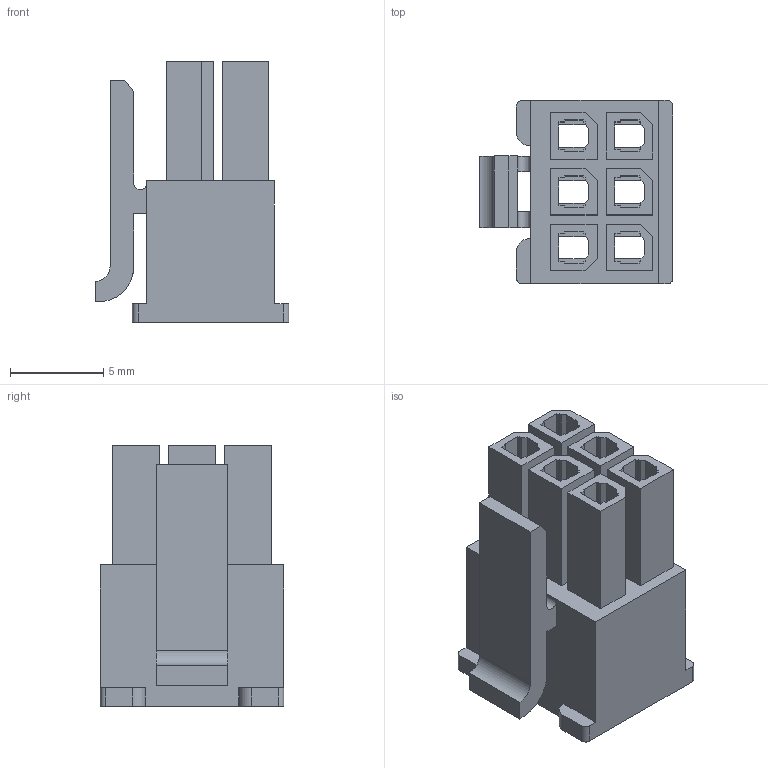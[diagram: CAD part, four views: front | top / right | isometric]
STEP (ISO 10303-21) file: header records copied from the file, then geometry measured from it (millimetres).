
FILE_DESCRIPTION(/* description */ ('Unknown'),/* implementation_level */ '2;1');
FILE_NAME(/* name */ '662006113322',/* time_stamp */ '2019-08-20T16:51:13+02:00',/* author */ ('Unknown'),/* organization */ ('Unknown'),/* preprocessor_version */ 'ST-DEVELOPER v16.7',/* originating_system */ 'DEX',/* authorisation */ $);
FILE_SCHEMA (('AUTOMOTIVE_DESIGN {1 0 10303 214 3 1 1}'));
Length unit declared in the file: millimetre
Products named in the file (2): 6620xx113322; 662006113322
Assembly tree (1 placements, depth 2):
  6620xx113322
    662006113322
Bounding box: 10.4 x 9.85 x 14 mm (x, y, z)
Volume: 451.5 mm3; surface area: 1569.9 mm2
Topology: 1 solids, 1 shells, 298 faces, 792 edges, 508 vertices
Faces by surface type: plane 288, cylinder 10
Entity records: 9075 total; most frequent: CARTESIAN_POINT 1600, ORIENTED_EDGE 1584, DIRECTION 1414, EDGE_CURVE 792, LINE 770, VECTOR 770, VERTEX_POINT 508, EDGE_LOOP 324
